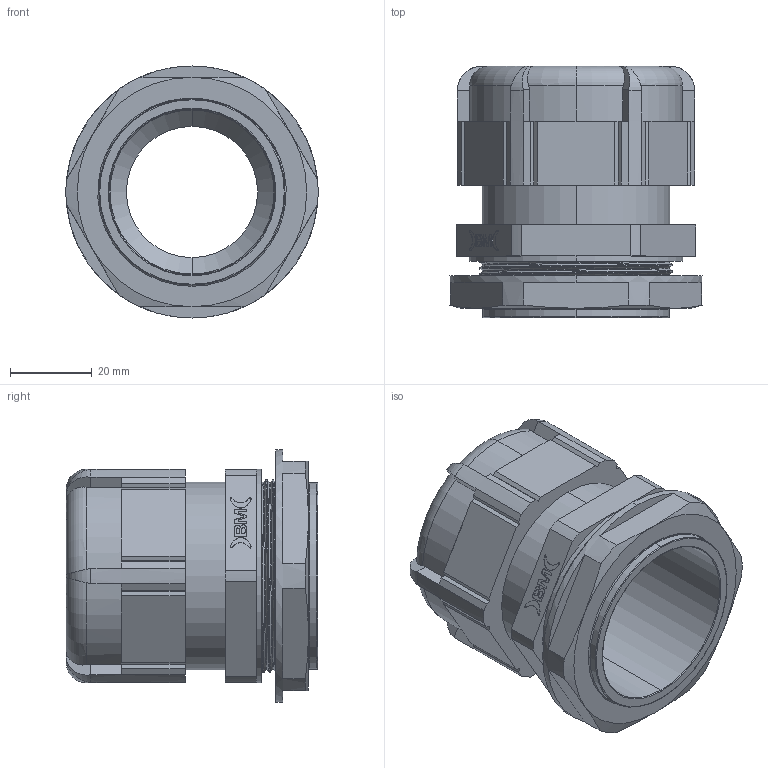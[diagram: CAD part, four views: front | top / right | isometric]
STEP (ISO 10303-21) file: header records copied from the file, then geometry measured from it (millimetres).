
FILE_DESCRIPTION (( 'STEP AP203' ), '1' );
FILE_NAME ('4736.STEP', '2026-03-12T12:47:05', ( '' ), ( '' ), 'SwSTEP 2.0', 'SolidWorks 2025', '' );
FILE_SCHEMA (( 'CONFIG_CONTROL_DESIGN' ));
Length unit declared in the file: millimetre
Products named in the file (1): 4736
Bounding box: 61.5 x 61.3 x 61.5 mm (x, y, z)
Volume: 66923.4 mm3; surface area: 24252.6 mm2
Topology: 1 solids, 1 shells, 337 faces, 904 edges, 588 vertices
Faces by surface type: plane 157, bspline 109, cylinder 40, torus 21, cone 10
Entity records: 18786 total; most frequent: CARTESIAN_POINT 11120, ORIENTED_EDGE 1806, DIRECTION 1197, EDGE_CURVE 903, VERTEX_POINT 586, LINE 477, VECTOR 477, AXIS2_PLACEMENT_3D 360
